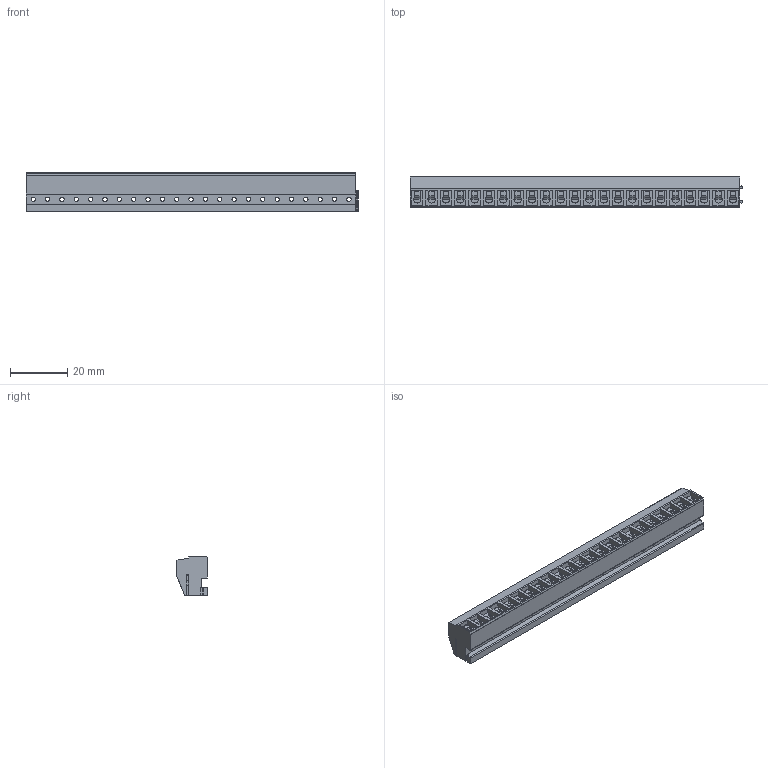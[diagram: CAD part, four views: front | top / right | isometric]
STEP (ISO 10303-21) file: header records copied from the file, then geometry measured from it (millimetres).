
FILE_DESCRIPTION((''),'2;1');
FILE_NAME('PRT0329','2024-11-20T14:20:03',('sheji'),(''),'CREO PARAMETRIC BY PTC INC, 2018100','CREO PARAMETRIC BY PTC INC, 2018100','');
FILE_SCHEMA(('CONFIG_CONTROL_DESIGN'));
Length unit declared in the file: millimetre
Products named in the file (1): PRT0329
Bounding box: 115.7 x 10.8 x 13.5 mm (x, y, z)
Volume: 10668.3 mm3; surface area: 10937.7 mm2
Topology: 1 solids, 1 shells, 1297 faces, 3750 edges, 2499 vertices
Faces by surface type: plane 772, cylinder 525
Entity records: 43748 total; most frequent: CARTESIAN_POINT 8434, ORIENTED_EDGE 7500, DIRECTION 7306, EDGE_CURVE 3750, VECTOR 2516, LINE 2516, VERTEX_POINT 2499, AXIS2_PLACEMENT_3D 2395
